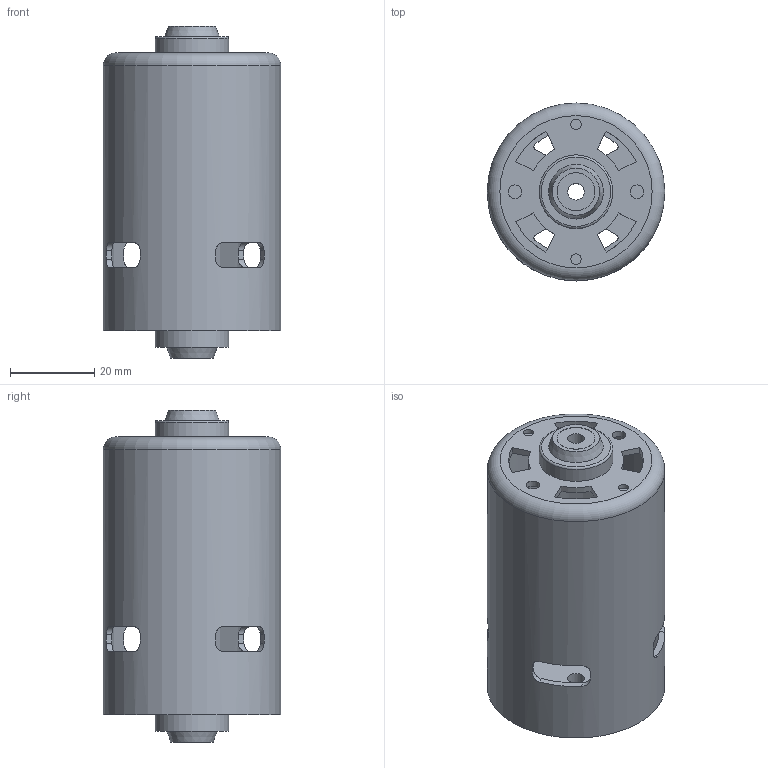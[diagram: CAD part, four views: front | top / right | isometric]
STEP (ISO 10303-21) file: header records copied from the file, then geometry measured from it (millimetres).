
FILE_DESCRIPTION(/* description */ (''),/* implementation_level */ '2;1');
FILE_NAME(/* name */ 'DRILLMOTORCASE_NONE.ipt.step',/* time_stamp */ '2014-01-01T17:39:36-08:00',/* author */ ('Philip'),/* organization */ (''),/* preprocessor_version */ 'ST-DEVELOPER v15.2',/* originating_system */ 'Autodesk Inventor 2014',/* authorisation */ '');
FILE_SCHEMA (('AUTOMOTIVE_DESIGN { 1 0 10303 214 3 1 1 }'));
Length unit declared in the file: inch
Products named in the file (1): DRILLMOTORCASE_NONE
Bounding box: 42.2 x 42.2 x 78.9 mm (x, y, z)
Volume: 18041.5 mm3; surface area: 21903.3 mm2
Topology: 1 solids, 1 shells, 175 faces, 450 edges, 291 vertices
Faces by surface type: cylinder 96, plane 64, torus 9, sphere 4, cone 2
Full cylindrical faces by diameter (mm): 2 x4, 2.5 x2, 3.242 x2, 4 x2, 9 x3, 17.5 x2, 18.5 x1, 39.2 x1, 42.2 x1
Entity records: 5541 total; most frequent: CARTESIAN_POINT 1178, DIRECTION 944, ORIENTED_EDGE 846, EDGE_CURVE 423, AXIS2_PLACEMENT_3D 377, VERTEX_POINT 291, EDGE_LOOP 246, CIRCLE 201
